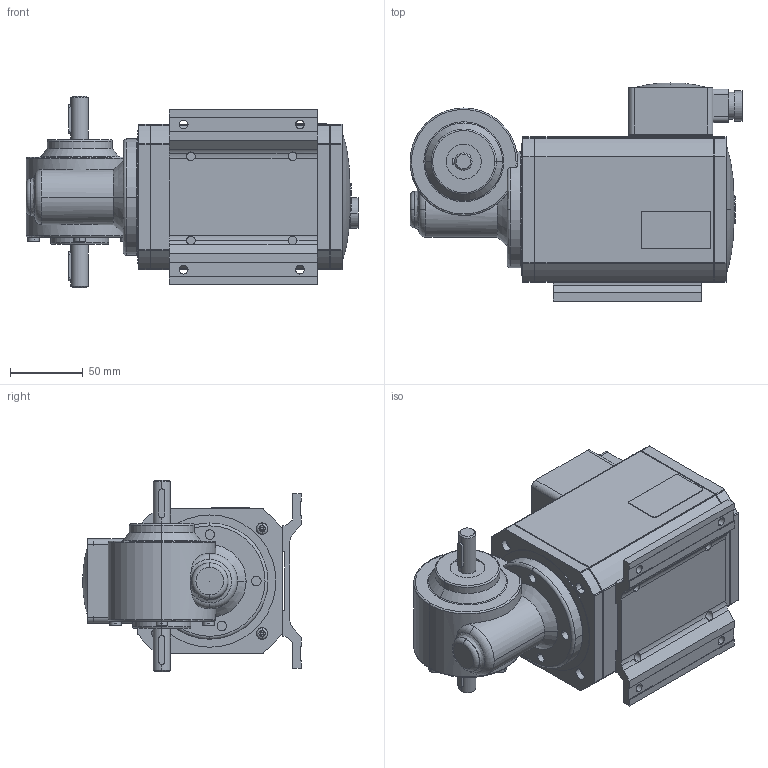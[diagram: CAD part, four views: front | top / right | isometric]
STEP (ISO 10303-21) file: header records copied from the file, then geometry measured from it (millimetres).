
FILE_DESCRIPTION(('STEP AP214'),'1');
FILE_NAME('tmp0.STEP','2015-06-23T07:04:51',(' '),(' '),'Spatial InterOp 3D',' ',' ');
FILE_SCHEMA(('automotive_design'));
Length unit declared in the file: millimetre
Products named in the file (3): 5; 1
Bounding box: 228.5 x 150.5 x 132 mm (x, y, z)
Volume: 1853805.3 mm3; surface area: 162012.5 mm2
Topology: 3 solids, 3 shells, 680 faces, 1778 edges, 1145 vertices
Faces by surface type: plane 302, cylinder 266, cone 65, torus 46, bspline 1
Entity records: 34789 total; most frequent: CARTESIAN_POINT 4632, DIRECTION 3720, ORIENTED_EDGE 3496, STYLED_ITEM 2185, PRESENTATION_STYLE_ASSIGNMENT 2185, COLOUR_RGB 2185, EDGE_CURVE 1748, AXIS2_PLACEMENT_3D 1351
